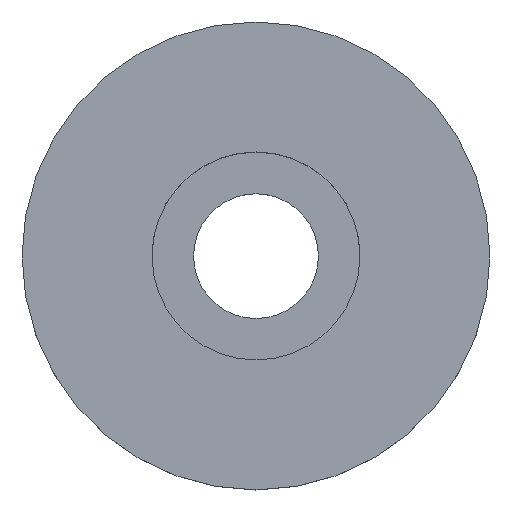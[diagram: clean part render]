
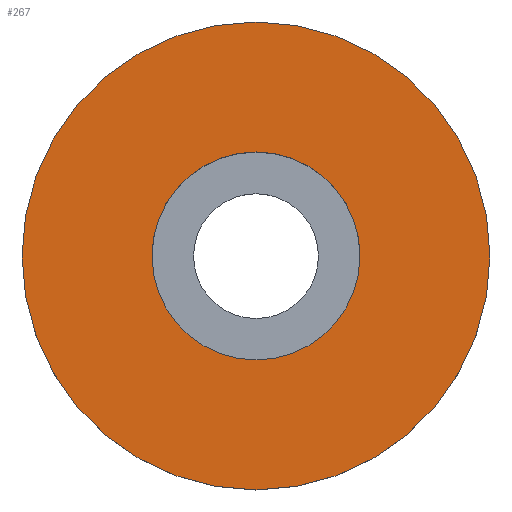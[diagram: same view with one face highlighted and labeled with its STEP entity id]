
A CAD part, top view. The second image highlights one B-rep face of the part: STEP entity #267.
In plain terms, the highlighted planar face has unit normal (0, 0, 1).
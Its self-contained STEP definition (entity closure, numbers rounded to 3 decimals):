
#2 = AXIS2_PLACEMENT_3D ( 'NONE', #405, #252, #161 ) ;
#5 = CIRCLE ( 'NONE', #44, 9. ) ;
#17 = CARTESIAN_POINT ( 'NONE',  ( 9., 0., 2. ) ) ;
#29 = DIRECTION ( 'NONE',  ( 1., 0., 0. ) ) ;
#39 = CARTESIAN_POINT ( 'NONE',  ( 0., 0., 2. ) ) ;
#40 = AXIS2_PLACEMENT_3D ( 'NONE', #377, #449, #29 ) ;
#44 = AXIS2_PLACEMENT_3D ( 'NONE', #39, #177, #393 ) ;
#50 = VERTEX_POINT ( 'NONE', #144 ) ;
#51 = DIRECTION ( 'NONE',  ( 1., 0., 0. ) ) ;
#56 = PLANE ( 'NONE',  #40 ) ;
#83 = EDGE_CURVE ( 'NONE', #171, #187, #5, .T. ) ;
#95 = AXIS2_PLACEMENT_3D ( 'NONE', #293, #214, #51 ) ;
#100 = AXIS2_PLACEMENT_3D ( 'NONE', #218, #334, #121 ) ;
#121 = DIRECTION ( 'NONE',  ( 1., 0., 0. ) ) ;
#144 = CARTESIAN_POINT ( 'NONE',  ( -4., 0., 2. ) ) ;
#161 = DIRECTION ( 'NONE',  ( 1., 0., 0. ) ) ;
#165 = ORIENTED_EDGE ( 'NONE', *, *, #83, .T. ) ;
#171 = VERTEX_POINT ( 'NONE', #17 ) ;
#172 = CIRCLE ( 'NONE', #2, 9. ) ;
#176 = ORIENTED_EDGE ( 'NONE', *, *, #271, .F. ) ;
#177 = DIRECTION ( 'NONE',  ( 0., 0., 1. ) ) ;
#184 = CIRCLE ( 'NONE', #95, 4. ) ;
#187 = VERTEX_POINT ( 'NONE', #298 ) ;
#209 = EDGE_LOOP ( 'NONE', ( #389, #165 ) ) ;
#214 = DIRECTION ( 'NONE',  ( 0., 0., 1. ) ) ;
#218 = CARTESIAN_POINT ( 'NONE',  ( 0., 0., 2. ) ) ;
#221 = FACE_BOUND ( 'NONE', #229, .T. ) ;
#229 = EDGE_LOOP ( 'NONE', ( #239, #176 ) ) ;
#239 = ORIENTED_EDGE ( 'NONE', *, *, #432, .F. ) ;
#252 = DIRECTION ( 'NONE',  ( 0., 0., 1. ) ) ;
#267 = ADVANCED_FACE ( 'NONE', ( #221, #375 ), #56, .T. ) ;
#271 = EDGE_CURVE ( 'NONE', #50, #317, #184, .T. ) ;
#290 = EDGE_CURVE ( 'NONE', #187, #171, #172, .T. ) ;
#293 = CARTESIAN_POINT ( 'NONE',  ( 0., 0., 2. ) ) ;
#298 = CARTESIAN_POINT ( 'NONE',  ( -9., 0., 2. ) ) ;
#299 = CARTESIAN_POINT ( 'NONE',  ( 4., 0., 2. ) ) ;
#317 = VERTEX_POINT ( 'NONE', #299 ) ;
#334 = DIRECTION ( 'NONE',  ( 0., 0., 1. ) ) ;
#375 = FACE_OUTER_BOUND ( 'NONE', #209, .T. ) ;
#377 = CARTESIAN_POINT ( 'NONE',  ( 0., 0., 2. ) ) ;
#389 = ORIENTED_EDGE ( 'NONE', *, *, #290, .T. ) ;
#393 = DIRECTION ( 'NONE',  ( 1., 0., 0. ) ) ;
#405 = CARTESIAN_POINT ( 'NONE',  ( 0., 0., 2. ) ) ;
#431 = CIRCLE ( 'NONE', #100, 4. ) ;
#432 = EDGE_CURVE ( 'NONE', #317, #50, #431, .T. ) ;
#449 = DIRECTION ( 'NONE',  ( 0., 0., 1. ) ) ;
